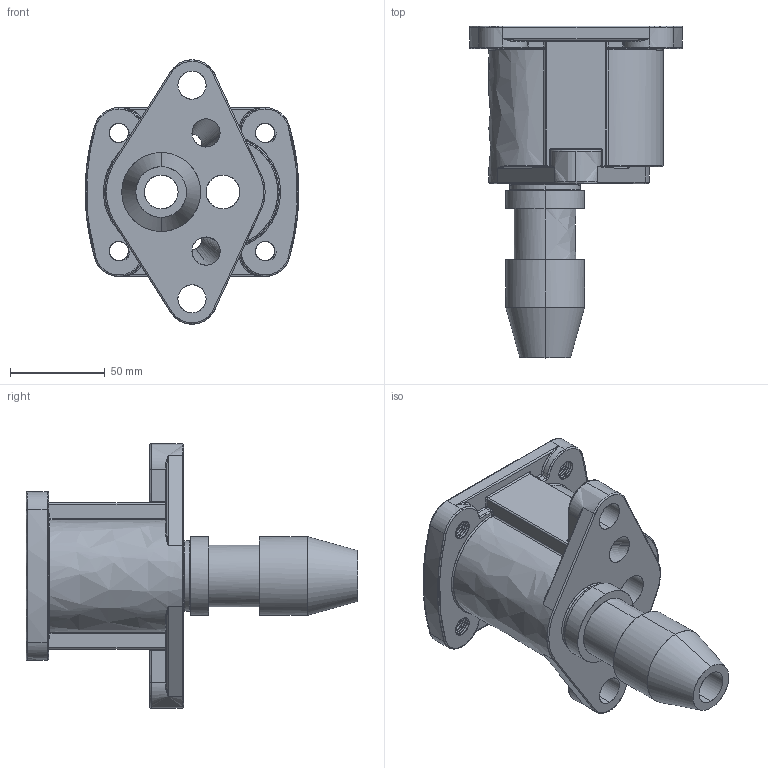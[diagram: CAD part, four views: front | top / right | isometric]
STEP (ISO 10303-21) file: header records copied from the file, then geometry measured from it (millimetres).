
FILE_DESCRIPTION(('FreeCAD Model'),'2;1');
FILE_NAME('Open CASCADE Shape Model','2025-05-04T19:21:08',('FreeCAD'),( 'FreeCAD'),'Open CASCADE STEP processor 7.6','FreeCAD','Unknown');
FILE_SCHEMA(('AUTOMOTIVE_DESIGN { 1 0 10303 214 1 1 1 1 }'));
Products named in the file (1): Open CASCADE STEP translator 7.6 1
Bounding box: 112.46 x 174.93 x 139.35 mm (x, y, z)
Surface area: 86616.6 mm2 (no closed solid volume)
Topology: 0 solids, 415 shells, 415 faces, 4627 edges, 4595 vertices
Faces by surface type: bspline 415
Entity records: 52261 total; most frequent: CARTESIAN_POINT 32611, ORIENTED_EDGE 4604, EDGE_CURVE 4604, VERTEX_POINT 4604, B_SPLINE_CURVE_WITH_KNOTS 3639, FACE_BOUND 441, EDGE_LOOP 441, SHELL_BASED_SURFACE_MODEL 415
